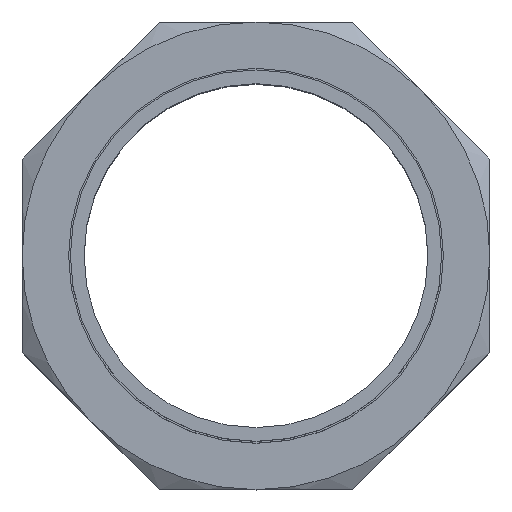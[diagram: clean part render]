
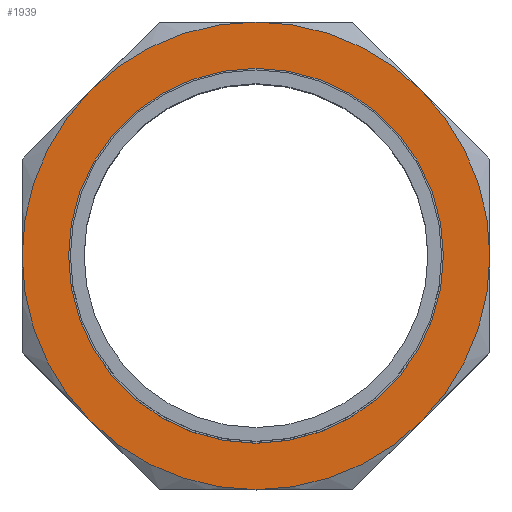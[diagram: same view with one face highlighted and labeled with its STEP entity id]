
A CAD part, top view. The second image highlights one B-rep face of the part: STEP entity #1939.
In plain terms, the highlighted planar face has unit normal (0, 0, 1).
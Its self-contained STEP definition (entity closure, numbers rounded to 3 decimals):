
#58 = FACE_OUTER_BOUND ( 'NONE', #2522, .T. ) ;
#75 = FACE_BOUND ( 'NONE', #1940, .T. ) ;
#82 = CARTESIAN_POINT ( 'NONE',  ( 0., 34., 12.5 ) ) ;
#95 = PLANE ( 'NONE',  #123 ) ;
#96 = DIRECTION ( 'NONE',  ( -1., 0., 0. ) ) ;
#97 = DIRECTION ( 'NONE',  ( 0., 0., -1. ) ) ;
#123 = AXIS2_PLACEMENT_3D ( 'NONE', #82, #97, #96 ) ;
#125 = CIRCLE ( 'NONE', #146, 27.25 ) ;
#143 = CARTESIAN_POINT ( 'NONE',  ( 0., 0., 12.5 ) ) ;
#144 = DIRECTION ( 'NONE',  ( 0., 0., 1. ) ) ;
#145 = DIRECTION ( 'NONE',  ( 1., 0., 0. ) ) ;
#146 = AXIS2_PLACEMENT_3D ( 'NONE', #143, #144, #145 ) ;
#339 = CARTESIAN_POINT ( 'NONE',  ( 27.25, 0., 12.5 ) ) ;
#401 = CARTESIAN_POINT ( 'NONE',  ( -27.25, 0., 12.5 ) ) ;
#410 = CIRCLE ( 'NONE', #417, 27.25 ) ;
#414 = DIRECTION ( 'NONE',  ( 1., 0., 0. ) ) ;
#415 = DIRECTION ( 'NONE',  ( 0., 0., 1. ) ) ;
#416 = CARTESIAN_POINT ( 'NONE',  ( 0., 0., 12.5 ) ) ;
#417 = AXIS2_PLACEMENT_3D ( 'NONE', #416, #415, #414 ) ;
#430 = AXIS2_PLACEMENT_3D ( 'NONE', #438, #437, #436 ) ;
#436 = DIRECTION ( 'NONE',  ( 1., 0., 0. ) ) ;
#437 = DIRECTION ( 'NONE',  ( 0., 0., 1. ) ) ;
#438 = CARTESIAN_POINT ( 'NONE',  ( 0., 0., 12.5 ) ) ;
#443 = DIRECTION ( 'NONE',  ( 1., 0., 0. ) ) ;
#444 = DIRECTION ( 'NONE',  ( 0., 0., 1. ) ) ;
#445 = CARTESIAN_POINT ( 'NONE',  ( 0., 0., 12.5 ) ) ;
#446 = AXIS2_PLACEMENT_3D ( 'NONE', #445, #444, #443 ) ;
#447 = CIRCLE ( 'NONE', #446, 34. ) ;
#470 = CIRCLE ( 'NONE', #430, 34. ) ;
#472 = DIRECTION ( 'NONE',  ( 1., 0., 0. ) ) ;
#477 = CARTESIAN_POINT ( 'NONE',  ( 34., 0., 12.5 ) ) ;
#499 = CARTESIAN_POINT ( 'NONE',  ( 24.042, -24.042, 12.5 ) ) ;
#500 = CARTESIAN_POINT ( 'NONE',  ( 0., 0., 12.5 ) ) ;
#501 = DIRECTION ( 'NONE',  ( 1., 0., 0. ) ) ;
#502 = DIRECTION ( 'NONE',  ( 0., 0., 1. ) ) ;
#503 = AXIS2_PLACEMENT_3D ( 'NONE', #500, #502, #501 ) ;
#504 = CIRCLE ( 'NONE', #503, 34. ) ;
#508 = DIRECTION ( 'NONE',  ( 0., 0., 1. ) ) ;
#509 = AXIS2_PLACEMENT_3D ( 'NONE', #515, #508, #472 ) ;
#510 = CIRCLE ( 'NONE', #509, 34. ) ;
#515 = CARTESIAN_POINT ( 'NONE',  ( 0., 0., 12.5 ) ) ;
#1406 = CARTESIAN_POINT ( 'NONE',  ( 0., 0., 12.5 ) ) ;
#1408 = CIRCLE ( 'NONE', #1411, 34. ) ;
#1409 = DIRECTION ( 'NONE',  ( 0., 0., 1. ) ) ;
#1410 = DIRECTION ( 'NONE',  ( 1., 0., 0. ) ) ;
#1411 = AXIS2_PLACEMENT_3D ( 'NONE', #1406, #1409, #1410 ) ;
#1415 = CARTESIAN_POINT ( 'NONE',  ( 0., 0., 12.5 ) ) ;
#1418 = DIRECTION ( 'NONE',  ( 0., 0., 1. ) ) ;
#1419 = AXIS2_PLACEMENT_3D ( 'NONE', #1415, #1418, #1423 ) ;
#1420 = CIRCLE ( 'NONE', #1419, 34. ) ;
#1423 = DIRECTION ( 'NONE',  ( 1., 0., 0. ) ) ;
#1533 = DIRECTION ( 'NONE',  ( 1., 0., 0. ) ) ;
#1534 = DIRECTION ( 'NONE',  ( 0., 0., 1. ) ) ;
#1543 = CARTESIAN_POINT ( 'NONE',  ( 0., 0., 12.5 ) ) ;
#1552 = AXIS2_PLACEMENT_3D ( 'NONE', #1543, #1534, #1533 ) ;
#1553 = CIRCLE ( 'NONE', #1552, 34. ) ;
#1595 = CARTESIAN_POINT ( 'NONE',  ( -24.042, -24.042, 12.5 ) ) ;
#1615 = CARTESIAN_POINT ( 'NONE',  ( -34., 0., 12.5 ) ) ;
#1632 = CARTESIAN_POINT ( 'NONE',  ( -24.042, 24.042, 12.5 ) ) ;
#1633 = CARTESIAN_POINT ( 'NONE',  ( 24.042, 24.042, 12.5 ) ) ;
#1644 = CARTESIAN_POINT ( 'NONE',  ( 0., 34., 12.5 ) ) ;
#1672 = CARTESIAN_POINT ( 'NONE',  ( 0., -34., 12.5 ) ) ;
#1679 = CIRCLE ( 'NONE', #1690, 34. ) ;
#1682 = DIRECTION ( 'NONE',  ( 1., 0., 0. ) ) ;
#1684 = DIRECTION ( 'NONE',  ( 0., 0., 1. ) ) ;
#1690 = AXIS2_PLACEMENT_3D ( 'NONE', #1691, #1684, #1682 ) ;
#1691 = CARTESIAN_POINT ( 'NONE',  ( 0., 0., 12.5 ) ) ;
#1932 = ORIENTED_EDGE ( 'NONE', *, *, #2245, .T. ) ;
#1933 = ORIENTED_EDGE ( 'NONE', *, *, #2152, .T. ) ;
#1934 = ORIENTED_EDGE ( 'NONE', *, *, #2187, .T. ) ;
#1935 = ORIENTED_EDGE ( 'NONE', *, *, #2156, .T. ) ;
#1936 = ORIENTED_EDGE ( 'NONE', *, *, #2178, .T. ) ;
#1937 = ORIENTED_EDGE ( 'NONE', *, *, #2172, .T. ) ;
#1939 = ADVANCED_FACE ( 'NONE', ( #75, #58 ), #95, .F. ) ;
#1940 = EDGE_LOOP ( 'NONE', ( #2525, #2521 ) ) ;
#1943 = ORIENTED_EDGE ( 'NONE', *, *, #2186, .T. ) ;
#1961 = ORIENTED_EDGE ( 'NONE', *, *, #2195, .T. ) ;
#1962 = EDGE_CURVE ( 'NONE', #2106, #2126, #125, .T. ) ;
#2106 = VERTEX_POINT ( 'NONE', #339 ) ;
#2126 = VERTEX_POINT ( 'NONE', #401 ) ;
#2133 = EDGE_CURVE ( 'NONE', #2126, #2106, #410, .T. ) ;
#2152 = EDGE_CURVE ( 'NONE', #2225, #2212, #470, .T. ) ;
#2156 = EDGE_CURVE ( 'NONE', #2232, #2226, #447, .T. ) ;
#2163 = VERTEX_POINT ( 'NONE', #477 ) ;
#2170 = VERTEX_POINT ( 'NONE', #499 ) ;
#2172 = EDGE_CURVE ( 'NONE', #2170, #2163, #504, .T. ) ;
#2178 = EDGE_CURVE ( 'NONE', #2163, #2237, #510, .T. ) ;
#2186 = EDGE_CURVE ( 'NONE', #2212, #2241, #1408, .T. ) ;
#2187 = EDGE_CURVE ( 'NONE', #2226, #2225, #1420, .T. ) ;
#2195 = EDGE_CURVE ( 'NONE', #2241, #2170, #1553, .T. ) ;
#2212 = VERTEX_POINT ( 'NONE', #1595 ) ;
#2225 = VERTEX_POINT ( 'NONE', #1615 ) ;
#2226 = VERTEX_POINT ( 'NONE', #1632 ) ;
#2232 = VERTEX_POINT ( 'NONE', #1644 ) ;
#2237 = VERTEX_POINT ( 'NONE', #1633 ) ;
#2241 = VERTEX_POINT ( 'NONE', #1672 ) ;
#2245 = EDGE_CURVE ( 'NONE', #2237, #2232, #1679, .T. ) ;
#2521 = ORIENTED_EDGE ( 'NONE', *, *, #2133, .F. ) ;
#2522 = EDGE_LOOP ( 'NONE', ( #1936, #1932, #1935, #1934, #1933, #1943, #1961, #1937 ) ) ;
#2525 = ORIENTED_EDGE ( 'NONE', *, *, #1962, .F. ) ;
